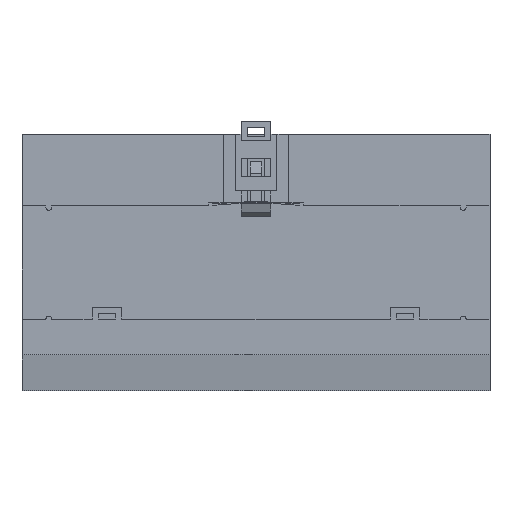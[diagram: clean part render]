
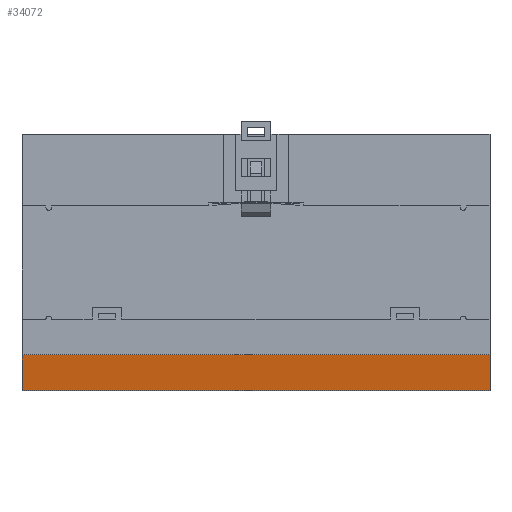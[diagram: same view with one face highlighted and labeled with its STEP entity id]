
A CAD part, front view. The second image highlights one B-rep face of the part: STEP entity #34072.
In plain terms, the highlighted planar face has unit normal (0, -0.989, -0.147).
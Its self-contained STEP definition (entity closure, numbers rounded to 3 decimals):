
#770 = ORIENTED_EDGE ( 'NONE', *, *, #25288, .T. ) ;
#1007 = DIRECTION ( 'NONE',  ( 0., 0.148, -0.989 ) ) ;
#3647 = CARTESIAN_POINT ( 'NONE',  ( 78.5, 0., -74. ) ) ;
#7670 = VECTOR ( 'NONE', #33415, 1000. ) ;
#9211 = LINE ( 'NONE', #3647, #7670 ) ;
#11156 = ORIENTED_EDGE ( 'NONE', *, *, #25371, .T. ) ;
#11918 = CARTESIAN_POINT ( 'NONE',  ( -78.5, 1.79, -86. ) ) ;
#12128 = VERTEX_POINT ( 'NONE', #34943 ) ;
#16202 = AXIS2_PLACEMENT_3D ( 'NONE', #26962, #61804, #31989 ) ;
#17682 = ORIENTED_EDGE ( 'NONE', *, *, #49000, .F. ) ;
#17816 = VECTOR ( 'NONE', #38434, 1000. ) ;
#19384 = LINE ( 'NONE', #38218, #17816 ) ;
#23458 = VERTEX_POINT ( 'NONE', #11918 ) ;
#24299 = VECTOR ( 'NONE', #1007, 1000. ) ;
#25288 = EDGE_CURVE ( 'NONE', #26777, #23458, #33362, .T. ) ;
#25371 = EDGE_CURVE ( 'NONE', #12128, #26777, #9211, .T. ) ;
#25878 = LINE ( 'NONE', #45972, #24299 ) ;
#26777 = VERTEX_POINT ( 'NONE', #36981 ) ;
#26962 = CARTESIAN_POINT ( 'NONE',  ( 78.5, 1.79, -86. ) ) ;
#29130 = CARTESIAN_POINT ( 'NONE',  ( 78.5, 1.79, -86. ) ) ;
#31727 = FACE_OUTER_BOUND ( 'NONE', #64513, .T. ) ;
#31989 = DIRECTION ( 'NONE',  ( 0., -0.148, 0.989 ) ) ;
#33362 = LINE ( 'NONE', #52609, #58302 ) ;
#33415 = DIRECTION ( 'NONE',  ( -1., 0., 0. ) ) ;
#34072 = ADVANCED_FACE ( 'NONE', ( #31727 ), #41741, .F. ) ;
#34943 = CARTESIAN_POINT ( 'NONE',  ( 78.5, 0., -74. ) ) ;
#36981 = CARTESIAN_POINT ( 'NONE',  ( -78.5, 0., -74. ) ) ;
#38218 = CARTESIAN_POINT ( 'NONE',  ( 78.5, 1.79, -86. ) ) ;
#38434 = DIRECTION ( 'NONE',  ( -1., 0., 0. ) ) ;
#41741 = PLANE ( 'NONE',  #16202 ) ;
#45972 = CARTESIAN_POINT ( 'NONE',  ( 78.5, 1.79, -86. ) ) ;
#49000 = EDGE_CURVE ( 'NONE', #50986, #23458, #19384, .T. ) ;
#50986 = VERTEX_POINT ( 'NONE', #29130 ) ;
#51824 = EDGE_CURVE ( 'NONE', #12128, #50986, #25878, .T. ) ;
#52609 = CARTESIAN_POINT ( 'NONE',  ( -78.5, 1.79, -86. ) ) ;
#57593 = DIRECTION ( 'NONE',  ( 0., 0.148, -0.989 ) ) ;
#58302 = VECTOR ( 'NONE', #57593, 1000. ) ;
#61804 = DIRECTION ( 'NONE',  ( 0., 0.989, 0.148 ) ) ;
#62420 = ORIENTED_EDGE ( 'NONE', *, *, #51824, .F. ) ;
#64513 = EDGE_LOOP ( 'NONE', ( #770, #17682, #62420, #11156 ) ) ;
